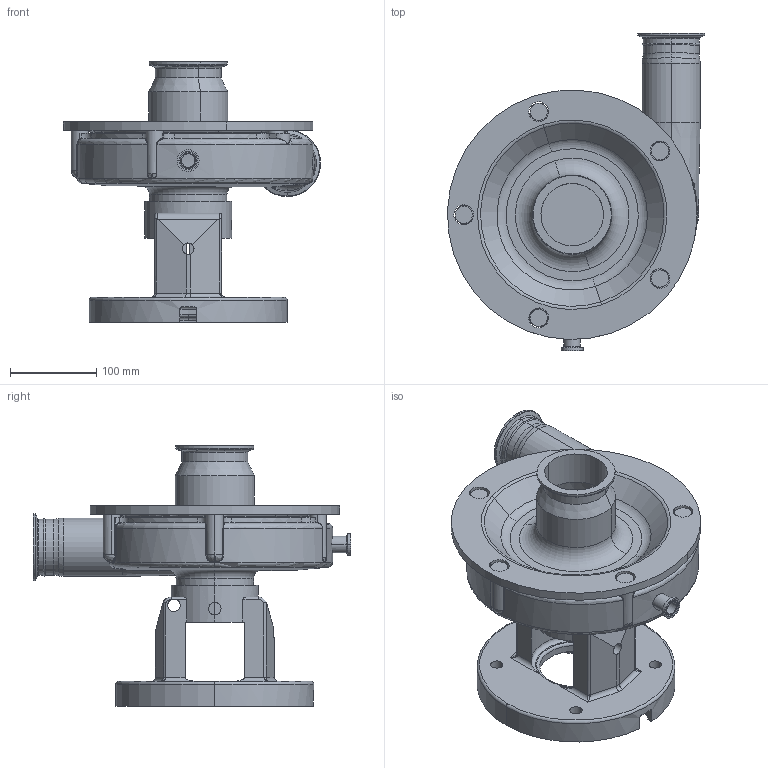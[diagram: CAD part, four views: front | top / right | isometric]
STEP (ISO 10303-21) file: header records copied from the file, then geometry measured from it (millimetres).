
FILE_DESCRIPTION (( 'STEP AP214' ), '1' );
FILE_NAME ('FPX 3541-3542 180TC VERT 3-4 In STRAIGHT DRAIN.STEP', '2022-12-19T15:48:38', ( '' ), ( '' ), 'SwSTEP 2.0', 'SolidWorks 2021', '' );
FILE_SCHEMA (( 'AUTOMOTIVE_DESIGN' ));
Length unit declared in the file: millimetre
Products named in the file (2): FPX 3541-3542 180TC VERT 3-4 In STRAIGHT DRAIN; FPX 354 180TC VERT 3-4 In STRAIGHT DRAIN^1275000093.STEP
Assembly tree (1 placements, depth 2):
  FPX 3541-3542 180TC VERT 3-4 In STRAIGHT DRAIN
    FPX 354 180TC VERT 3-4 In STRAIGHT DRAIN^1275000093.STEP
Bounding box: 298.66 x 369 x 303 mm (x, y, z)
Volume: 4783275.2 mm3; surface area: 561360.7 mm2
Topology: 1 solids, 3 shells, 550 faces, 1354 edges, 792 vertices
Faces by surface type: cylinder 200, torus 134, plane 93, bspline 78, cone 28, sphere 17
Entity records: 41537 total; most frequent: CARTESIAN_POINT 29026, ORIENTED_EDGE 2672, DIRECTION 2590, EDGE_CURVE 1336, AXIS2_PLACEMENT_3D 1110, VERTEX_POINT 790, CIRCLE 634, EDGE_LOOP 584
